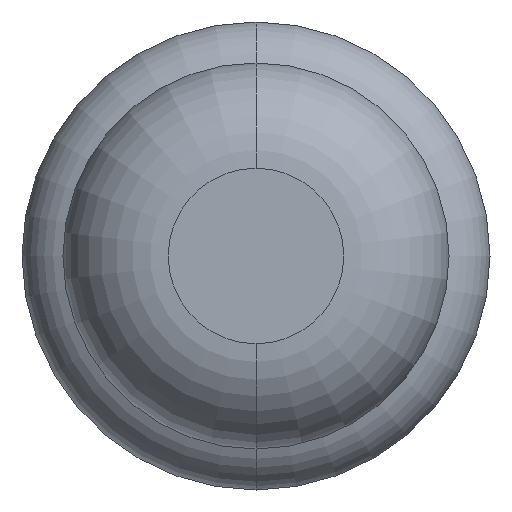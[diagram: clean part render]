
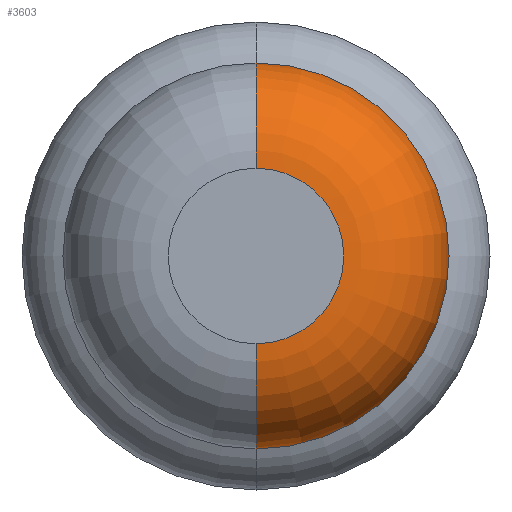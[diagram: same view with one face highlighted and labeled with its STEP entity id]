
A CAD part, front view. The second image highlights one B-rep face of the part: STEP entity #3603.
In plain terms, the highlighted toroidal (fillet/blend) face has major radius 0.375 mm and minor radius 0.45 mm.
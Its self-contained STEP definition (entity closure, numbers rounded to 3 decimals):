
#30 = CARTESIAN_POINT ( 'NONE',  ( 0., -28.55, -0.825 ) ) ;
#31 = AXIS2_PLACEMENT_3D ( 'NONE', #3537, #1704, #1337 ) ;
#274 = EDGE_LOOP ( 'NONE', ( #4002, #1550, #3511, #2461 ) ) ;
#392 = CARTESIAN_POINT ( 'NONE',  ( 0., -29., -0.375 ) ) ;
#468 = DIRECTION ( 'NONE',  ( 0., 1., 0. ) ) ;
#757 = CARTESIAN_POINT ( 'NONE',  ( 0., -29., 0.375 ) ) ;
#808 = VERTEX_POINT ( 'NONE', #757 ) ;
#829 = CARTESIAN_POINT ( 'NONE',  ( 0., -29., 0. ) ) ;
#971 = VERTEX_POINT ( 'NONE', #1651 ) ;
#1233 = FACE_OUTER_BOUND ( 'NONE', #274, .T. ) ;
#1337 = DIRECTION ( 'NONE',  ( 0., 0., 1. ) ) ;
#1344 = EDGE_CURVE ( 'Defeature ausgef�hrt1_9+Defeature ausgef�hrt1_8+Defeature ausgef�hrt1_8+Defeature ausgef�hrt1_8', #971, #4186, #4211, .T. ) ;
#1550 = ORIENTED_EDGE ( 'NONE', *, *, #2159, .T. ) ;
#1651 = CARTESIAN_POINT ( 'NONE',  ( 0., -28.55, 0.825 ) ) ;
#1657 = CARTESIAN_POINT ( 'NONE',  ( 0., -28.55, -0.375 ) ) ;
#1704 = DIRECTION ( 'NONE',  ( 0., 1., 0. ) ) ;
#1721 = DIRECTION ( 'NONE',  ( 0., 1., 0. ) ) ;
#1877 = DIRECTION ( 'NONE',  ( 0., 0., 1. ) ) ;
#1928 = AXIS2_PLACEMENT_3D ( 'NONE', #2123, #3936, #3205 ) ;
#2123 = CARTESIAN_POINT ( 'NONE',  ( 0., -28.55, 0.375 ) ) ;
#2159 = EDGE_CURVE ( 'NONE', #2711, #4186, #3926, .T. ) ;
#2299 = CIRCLE ( 'NONE', #1928, 0.45 ) ;
#2461 = ORIENTED_EDGE ( 'NONE', *, *, #2564, .F. ) ;
#2564 = EDGE_CURVE ( 'NONE', #808, #971, #2299, .T. ) ;
#2671 = AXIS2_PLACEMENT_3D ( 'NONE', #3882, #1721, #3865 ) ;
#2711 = VERTEX_POINT ( 'NONE', #392 ) ;
#2996 = CIRCLE ( 'NONE', #3520, 0.375 ) ;
#3097 = DIRECTION ( 'NONE',  ( 1., 0., 0. ) ) ;
#3205 = DIRECTION ( 'NONE',  ( 0., 0., 1. ) ) ;
#3311 = AXIS2_PLACEMENT_3D ( 'NONE', #1657, #3097, #4189 ) ;
#3511 = ORIENTED_EDGE ( 'NONE', *, *, #1344, .F. ) ;
#3520 = AXIS2_PLACEMENT_3D ( 'NONE', #829, #468, #1877 ) ;
#3537 = CARTESIAN_POINT ( 'NONE',  ( 0., -28.55, 0. ) ) ;
#3603 = ADVANCED_FACE ( 'Defeature ausgef�hrt1_8', ( #1233 ), #3920, .T. ) ;
#3865 = DIRECTION ( 'NONE',  ( 0., 0., 1. ) ) ;
#3882 = CARTESIAN_POINT ( 'NONE',  ( 0., -28.55, 0. ) ) ;
#3920 = TOROIDAL_SURFACE ( 'NONE', #2671, 0.375, 0.45 ) ;
#3926 = CIRCLE ( 'NONE', #3311, 0.45 ) ;
#3936 = DIRECTION ( 'NONE',  ( -1., 0., 0. ) ) ;
#4002 = ORIENTED_EDGE ( 'NONE', *, *, #4644, .T. ) ;
#4186 = VERTEX_POINT ( 'NONE', #30 ) ;
#4189 = DIRECTION ( 'NONE',  ( 0., 0., -1. ) ) ;
#4211 = CIRCLE ( 'NONE', #31, 0.825 ) ;
#4644 = EDGE_CURVE ( 'Defeature ausgef�hrt1_8+Defeature ausgef�hrt1_7+Defeature ausgef�hrt1_7+Defeature ausgef�hrt1_7', #808, #2711, #2996, .T. ) ;
